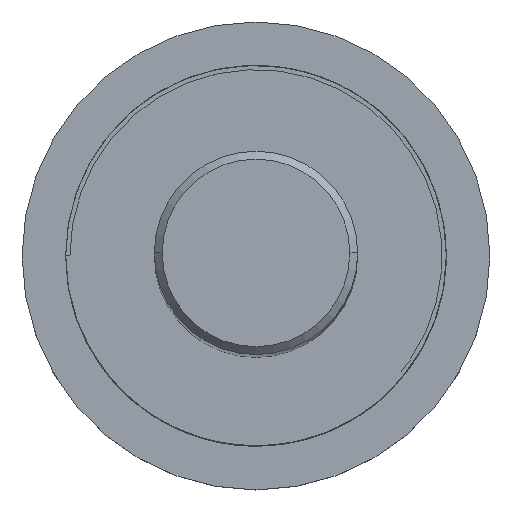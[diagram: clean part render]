
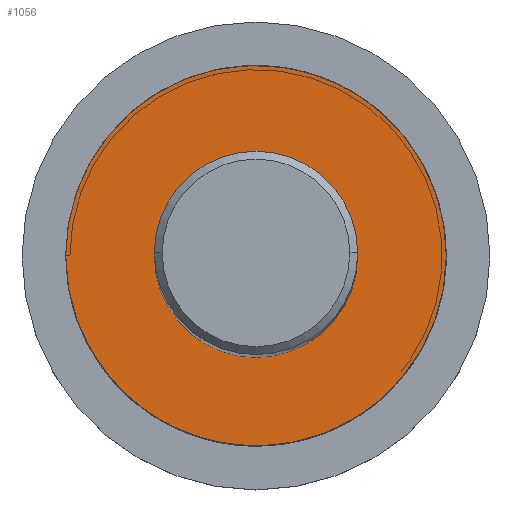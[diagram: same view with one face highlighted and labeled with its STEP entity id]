
A CAD part, top view. The second image highlights one B-rep face of the part: STEP entity #1056.
In plain terms, the highlighted planar face has unit normal (0, 0, 1).
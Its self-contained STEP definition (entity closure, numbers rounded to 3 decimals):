
#31 = CARTESIAN_POINT ( 'NONE',  ( -24., 0., 30. ) ) ;
#140 = EDGE_LOOP ( 'NONE', ( #4171, #443 ) ) ;
#214 = AXIS2_PLACEMENT_3D ( 'NONE', #4428, #3692, #753 ) ;
#281 = CIRCLE ( 'NONE', #1922, 12.825 ) ;
#372 = EDGE_CURVE ( 'NONE', #4687, #761, #2719, .T. ) ;
#443 = ORIENTED_EDGE ( 'NONE', *, *, #2706, .T. ) ;
#516 = AXIS2_PLACEMENT_3D ( 'NONE', #654, #4771, #2153 ) ;
#589 = CIRCLE ( 'NONE', #516, 24. ) ;
#654 = CARTESIAN_POINT ( 'NONE',  ( 0., 0., 30. ) ) ;
#682 = EDGE_LOOP ( 'NONE', ( #3720, #1196 ) ) ;
#713 = DIRECTION ( 'NONE',  ( 0., 0., 1. ) ) ;
#753 = DIRECTION ( 'NONE',  ( 1., 0., 0. ) ) ;
#761 = VERTEX_POINT ( 'NONE', #1117 ) ;
#882 = EDGE_CURVE ( 'NONE', #2892, #952, #2341, .T. ) ;
#952 = VERTEX_POINT ( 'NONE', #2619 ) ;
#1041 = CARTESIAN_POINT ( 'NONE',  ( 0., 0., 30. ) ) ;
#1056 = ADVANCED_FACE ( 'NONE', ( #1911, #4461 ), #3729, .T. ) ;
#1117 = CARTESIAN_POINT ( 'NONE',  ( 12.825, 0., 30. ) ) ;
#1153 = AXIS2_PLACEMENT_3D ( 'NONE', #1041, #2541, #4040 ) ;
#1196 = ORIENTED_EDGE ( 'NONE', *, *, #3253, .F. ) ;
#1911 = FACE_BOUND ( 'NONE', #682, .T. ) ;
#1922 = AXIS2_PLACEMENT_3D ( 'NONE', #4256, #1973, #3131 ) ;
#1973 = DIRECTION ( 'NONE',  ( 0., 0., 1. ) ) ;
#2153 = DIRECTION ( 'NONE',  ( 1., 0., 0. ) ) ;
#2341 = CIRCLE ( 'NONE', #214, 24. ) ;
#2541 = DIRECTION ( 'NONE',  ( 0., 0., 1. ) ) ;
#2619 = CARTESIAN_POINT ( 'NONE',  ( 24., 0., 30. ) ) ;
#2706 = EDGE_CURVE ( 'NONE', #952, #2892, #589, .T. ) ;
#2719 = CIRCLE ( 'NONE', #1153, 12.825 ) ;
#2892 = VERTEX_POINT ( 'NONE', #31 ) ;
#3131 = DIRECTION ( 'NONE',  ( 1., 0., 0. ) ) ;
#3253 = EDGE_CURVE ( 'NONE', #761, #4687, #281, .T. ) ;
#3367 = DIRECTION ( 'NONE',  ( 1., 0., 0. ) ) ;
#3692 = DIRECTION ( 'NONE',  ( 0., 0., 1. ) ) ;
#3703 = CARTESIAN_POINT ( 'NONE',  ( 0., 0., 30. ) ) ;
#3720 = ORIENTED_EDGE ( 'NONE', *, *, #372, .F. ) ;
#3729 = PLANE ( 'NONE',  #3823 ) ;
#3823 = AXIS2_PLACEMENT_3D ( 'NONE', #3703, #713, #3367 ) ;
#4040 = DIRECTION ( 'NONE',  ( 1., 0., 0. ) ) ;
#4171 = ORIENTED_EDGE ( 'NONE', *, *, #882, .T. ) ;
#4256 = CARTESIAN_POINT ( 'NONE',  ( 0., 0., 30. ) ) ;
#4374 = CARTESIAN_POINT ( 'NONE',  ( -12.825, 0., 30. ) ) ;
#4428 = CARTESIAN_POINT ( 'NONE',  ( 0., 0., 30. ) ) ;
#4461 = FACE_OUTER_BOUND ( 'NONE', #140, .T. ) ;
#4687 = VERTEX_POINT ( 'NONE', #4374 ) ;
#4771 = DIRECTION ( 'NONE',  ( 0., 0., 1. ) ) ;
